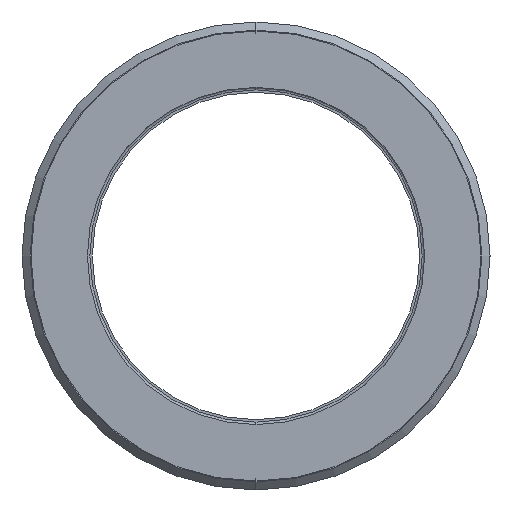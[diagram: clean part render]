
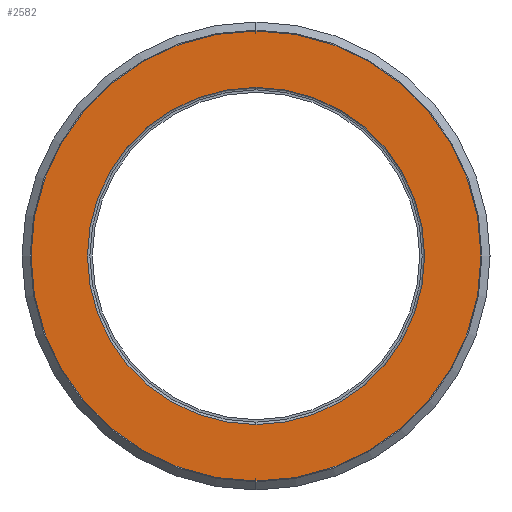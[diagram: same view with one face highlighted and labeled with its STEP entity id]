
A CAD part, left-side view. The second image highlights one B-rep face of the part: STEP entity #2582.
In plain terms, the highlighted planar face has unit normal (-1, 0, 0).
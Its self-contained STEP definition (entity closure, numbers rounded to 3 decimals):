
#4 = AXIS2_PLACEMENT_3D ( 'NONE', #1699, #220, #1952 ) ;
#34 = EDGE_CURVE ( 'NONE', #1979, #977, #2716, .T. ) ;
#66 = CARTESIAN_POINT ( 'NONE',  ( -15., 0., -27.5 ) ) ;
#78 = CARTESIAN_POINT ( 'NONE',  ( -15., 0., 0. ) ) ;
#106 = CIRCLE ( 'NONE', #1453, 20.6 ) ;
#167 = ORIENTED_EDGE ( 'NONE', *, *, #3077, .F. ) ;
#220 = DIRECTION ( 'NONE',  ( 1., 0., 0. ) ) ;
#318 = ORIENTED_EDGE ( 'NONE', *, *, #34, .T. ) ;
#322 = ORIENTED_EDGE ( 'NONE', *, *, #1365, .F. ) ;
#323 = DIRECTION ( 'NONE',  ( 0., 0., 1. ) ) ;
#451 = CARTESIAN_POINT ( 'NONE',  ( -15., 0., 0. ) ) ;
#555 = DIRECTION ( 'NONE',  ( 0., 0., 1. ) ) ;
#565 = DIRECTION ( 'NONE',  ( -1., 0., 0. ) ) ;
#575 = CARTESIAN_POINT ( 'NONE',  ( -15., 0., 0. ) ) ;
#695 = DIRECTION ( 'NONE',  ( 0., 0., 1. ) ) ;
#737 = FACE_OUTER_BOUND ( 'NONE', #777, .T. ) ;
#777 = EDGE_LOOP ( 'NONE', ( #1328, #318 ) ) ;
#916 = AXIS2_PLACEMENT_3D ( 'NONE', #451, #2159, #695 ) ;
#977 = VERTEX_POINT ( 'NONE', #2133 ) ;
#1010 = VERTEX_POINT ( 'NONE', #3053 ) ;
#1144 = AXIS2_PLACEMENT_3D ( 'NONE', #2771, #1379, #3005 ) ;
#1311 = FACE_BOUND ( 'NONE', #2714, .T. ) ;
#1328 = ORIENTED_EDGE ( 'NONE', *, *, #2882, .T. ) ;
#1365 = EDGE_CURVE ( 'NONE', #1370, #1010, #106, .T. ) ;
#1370 = VERTEX_POINT ( 'NONE', #2044 ) ;
#1379 = DIRECTION ( 'NONE',  ( -1., 0., 0. ) ) ;
#1453 = AXIS2_PLACEMENT_3D ( 'NONE', #78, #1803, #323 ) ;
#1699 = CARTESIAN_POINT ( 'NONE',  ( -15., 20.6, 0. ) ) ;
#1759 = AXIS2_PLACEMENT_3D ( 'NONE', #575, #565, #555 ) ;
#1803 = DIRECTION ( 'NONE',  ( -1., 0., 0. ) ) ;
#1937 = PLANE ( 'NONE',  #4 ) ;
#1952 = DIRECTION ( 'NONE',  ( 0., 0., -1. ) ) ;
#1979 = VERTEX_POINT ( 'NONE', #66 ) ;
#2044 = CARTESIAN_POINT ( 'NONE',  ( -15., 0., 20.6 ) ) ;
#2133 = CARTESIAN_POINT ( 'NONE',  ( -15., 0., 27.5 ) ) ;
#2159 = DIRECTION ( 'NONE',  ( -1., 0., 0. ) ) ;
#2355 = CIRCLE ( 'NONE', #916, 20.6 ) ;
#2388 = CIRCLE ( 'NONE', #1144, 27.5 ) ;
#2582 = ADVANCED_FACE ( 'NONE', ( #1311, #737 ), #1937, .F. ) ;
#2714 = EDGE_LOOP ( 'NONE', ( #322, #167 ) ) ;
#2716 = CIRCLE ( 'NONE', #1759, 27.5 ) ;
#2771 = CARTESIAN_POINT ( 'NONE',  ( -15., 0., 0. ) ) ;
#2882 = EDGE_CURVE ( 'NONE', #977, #1979, #2388, .T. ) ;
#3005 = DIRECTION ( 'NONE',  ( 0., 0., 1. ) ) ;
#3053 = CARTESIAN_POINT ( 'NONE',  ( -15., 0., -20.6 ) ) ;
#3077 = EDGE_CURVE ( 'NONE', #1010, #1370, #2355, .T. ) ;
